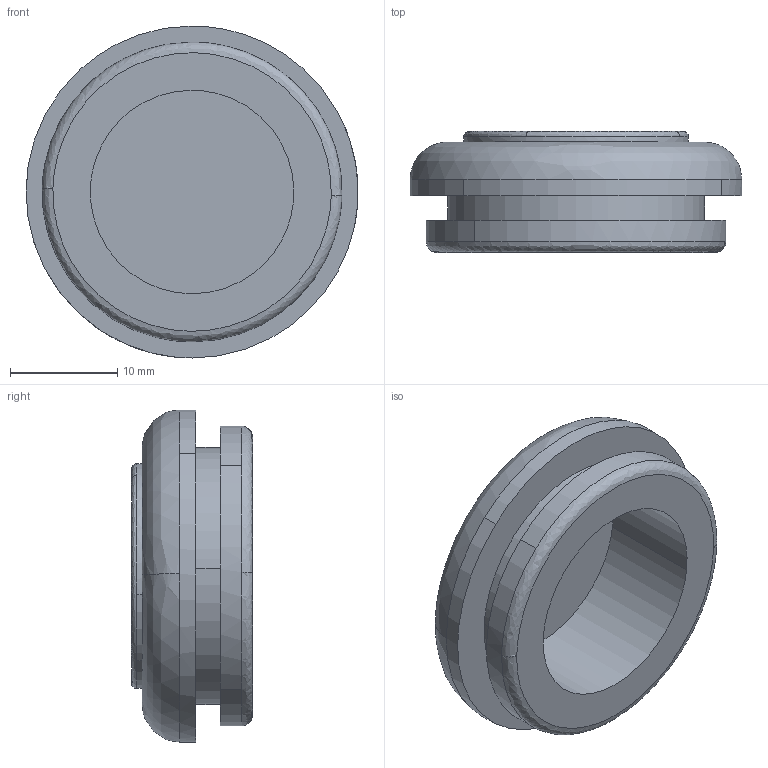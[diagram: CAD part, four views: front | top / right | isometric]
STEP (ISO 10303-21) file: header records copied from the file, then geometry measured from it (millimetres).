
FILE_DESCRIPTION((''),'2;1');
FILE_NAME('','2005-12-14T14:16:48',(''),(''),'','CADfix','');
FILE_SCHEMA(('AUTOMOTIVE_DESIGN'));
Length unit declared in the file: millimetre
Products named in the file (1): grommet
Bounding box: 30.98 x 11.3 x 31 mm (x, y, z)
Volume: 3688.9 mm3; surface area: 3255.7 mm2
Topology: 1 solids, 1 shells, 24 faces, 82 edges, 64 vertices
Faces by surface type: bspline 24
Entity records: 1119 total; most frequent: CARTESIAN_POINT 689, ORIENTED_EDGE 164, EDGE_CURVE 82, VERTEX_POINT 64, EDGE_LOOP 28, FACE_OUTER_BOUND 24, ADVANCED_FACE 24, QUASI_UNIFORM_CURVE 12
